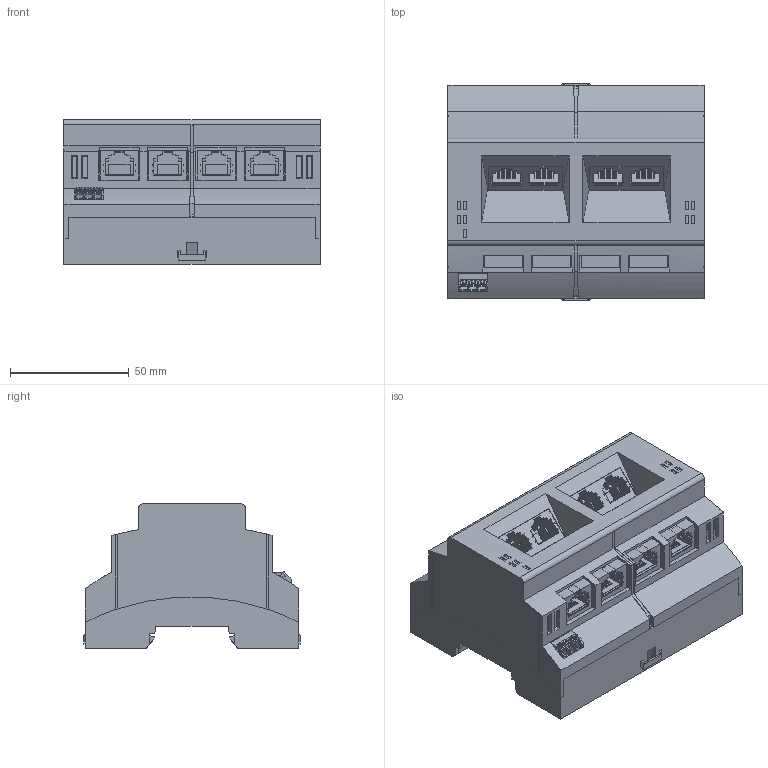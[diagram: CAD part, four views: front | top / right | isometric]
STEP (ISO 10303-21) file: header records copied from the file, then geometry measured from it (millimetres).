
FILE_DESCRIPTION(('Creo Elements/Direct Modeling STEP Export'),'2;1');
FILE_NAME('model.stp','2023-12-04T13:12:08',(''),(''),'Creo Elements/Direct Modeling STEP processor for AP214 (Solid Model)','Creo Elements/Direct Modeling 20.1D 10-Oct-2020 (C) Parametric Technology GmbH','');
FILE_SCHEMA(('AUTOMOTIVE_DESIGN { 1 0 10303 214 1 1 1 1 }'));
Length unit declared in the file: millimetre
Products named in the file (2): FL_SWITCH_110x_REG-select
Assembly tree (1 placements, depth 2):
  FL_SWITCH_110x_REG-select
    FL_SWITCH_110x_REG-select
Bounding box: 107.6 x 91 x 60.7 mm (x, y, z)
Volume: 416751.1 mm3; surface area: 50193 mm2
Topology: 1 solids, 1 shells, 1250 faces, 3475 edges, 2275 vertices
Faces by surface type: plane 1218, cylinder 32
Entity records: 43397 total; most frequent: ORIENTED_EDGE 6950, CARTESIAN_POINT 6393, DIRECTION 4727, EDGE_CURVE 3475, VECTOR 2957, LINE 2957, VERTEX_POINT 2275, EDGE_LOOP 1298
